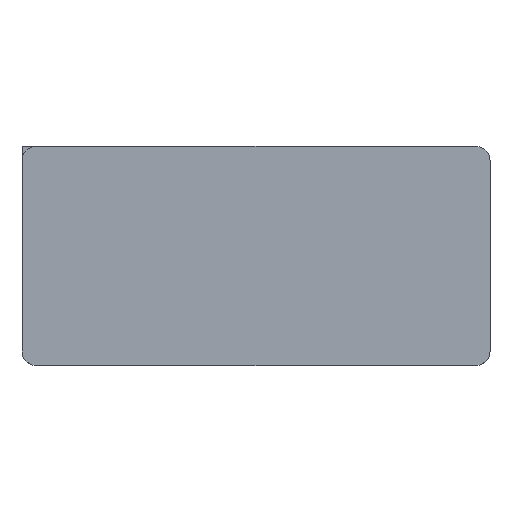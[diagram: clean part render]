
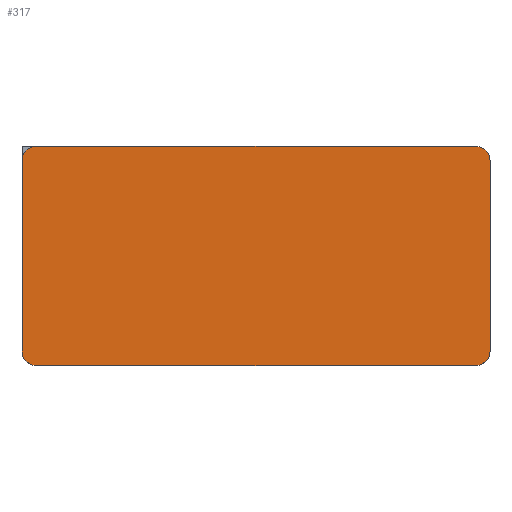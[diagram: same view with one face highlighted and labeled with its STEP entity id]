
A CAD part, top view. The second image highlights one B-rep face of the part: STEP entity #317.
In plain terms, the highlighted planar face has unit normal (0, 0, 1).
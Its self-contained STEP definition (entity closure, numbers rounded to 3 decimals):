
#18=PLANE('',#353);
#31=FACE_OUTER_BOUND('',#50,.T.);
#50=EDGE_LOOP('',(#226,#227,#228,#229,#230,#231,#232,#233));
#69=LINE('',#493,#100);
#72=LINE('',#499,#103);
#73=LINE('',#503,#104);
#74=LINE('',#507,#105);
#100=VECTOR('',#394,10.);
#103=VECTOR('',#399,10.);
#104=VECTOR('',#402,10.);
#105=VECTOR('',#405,10.);
#129=CIRCLE('',#350,0.1);
#131=CIRCLE('',#354,0.1);
#132=CIRCLE('',#355,0.1);
#133=CIRCLE('',#356,0.1);
#143=VERTEX_POINT('',#483);
#144=VERTEX_POINT('',#484);
#147=VERTEX_POINT('',#492);
#149=VERTEX_POINT('',#498);
#150=VERTEX_POINT('',#500);
#151=VERTEX_POINT('',#502);
#152=VERTEX_POINT('',#504);
#153=VERTEX_POINT('',#506);
#173=EDGE_CURVE('',#143,#144,#129,.T.);
#177=EDGE_CURVE('',#147,#144,#69,.T.);
#180=EDGE_CURVE('',#143,#149,#72,.T.);
#181=EDGE_CURVE('',#150,#149,#131,.T.);
#182=EDGE_CURVE('',#150,#151,#73,.T.);
#183=EDGE_CURVE('',#152,#151,#132,.T.);
#184=EDGE_CURVE('',#152,#153,#74,.T.);
#185=EDGE_CURVE('',#147,#153,#133,.T.);
#226=ORIENTED_EDGE('',*,*,#173,.F.);
#227=ORIENTED_EDGE('',*,*,#180,.T.);
#228=ORIENTED_EDGE('',*,*,#181,.F.);
#229=ORIENTED_EDGE('',*,*,#182,.T.);
#230=ORIENTED_EDGE('',*,*,#183,.F.);
#231=ORIENTED_EDGE('',*,*,#184,.T.);
#232=ORIENTED_EDGE('',*,*,#185,.F.);
#233=ORIENTED_EDGE('',*,*,#177,.T.);
#317=ADVANCED_FACE('',(#31),#18,.T.);
#350=AXIS2_PLACEMENT_3D('',#485,#386,#387);
#353=AXIS2_PLACEMENT_3D('',#497,#397,#398);
#354=AXIS2_PLACEMENT_3D('',#501,#400,#401);
#355=AXIS2_PLACEMENT_3D('',#505,#403,#404);
#356=AXIS2_PLACEMENT_3D('',#508,#406,#407);
#386=DIRECTION('center_axis',(0.,0.,-1.));
#387=DIRECTION('ref_axis',(0.707,0.707,0.));
#394=DIRECTION('',(0.,1.,0.));
#397=DIRECTION('center_axis',(0.,0.,1.));
#398=DIRECTION('ref_axis',(1.,0.,0.));
#399=DIRECTION('',(-1.,0.,0.));
#400=DIRECTION('center_axis',(0.,0.,-1.));
#401=DIRECTION('ref_axis',(-0.707,0.707,0.));
#402=DIRECTION('',(0.,-1.,0.));
#403=DIRECTION('center_axis',(0.,0.,-1.));
#404=DIRECTION('ref_axis',(-0.707,-0.707,0.));
#405=DIRECTION('',(1.,0.,0.));
#406=DIRECTION('center_axis',(0.,0.,-1.));
#407=DIRECTION('ref_axis',(0.707,-0.707,0.));
#483=CARTESIAN_POINT('',(3.1,1.5,0.65));
#484=CARTESIAN_POINT('',(3.2,1.4,0.65));
#485=CARTESIAN_POINT('Origin',(3.1,1.4,0.65));
#492=CARTESIAN_POINT('',(3.2,0.1,0.65));
#493=CARTESIAN_POINT('',(3.2,0.,0.65));
#497=CARTESIAN_POINT('Origin',(1.6,0.75,0.65));
#498=CARTESIAN_POINT('',(0.1,1.5,0.65));
#499=CARTESIAN_POINT('',(3.2,1.5,0.65));
#500=CARTESIAN_POINT('',(0.,1.4,0.65));
#501=CARTESIAN_POINT('Origin',(0.1,1.4,0.65));
#502=CARTESIAN_POINT('',(0.,0.1,0.65));
#503=CARTESIAN_POINT('',(0.,1.5,0.65));
#504=CARTESIAN_POINT('',(0.1,0.,0.65));
#505=CARTESIAN_POINT('Origin',(0.1,0.1,0.65));
#506=CARTESIAN_POINT('',(3.1,0.,0.65));
#507=CARTESIAN_POINT('',(0.,0.,0.65));
#508=CARTESIAN_POINT('Origin',(3.1,0.1,0.65));
